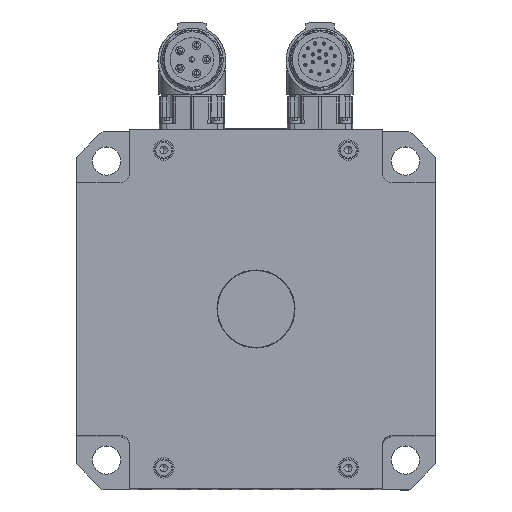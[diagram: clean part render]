
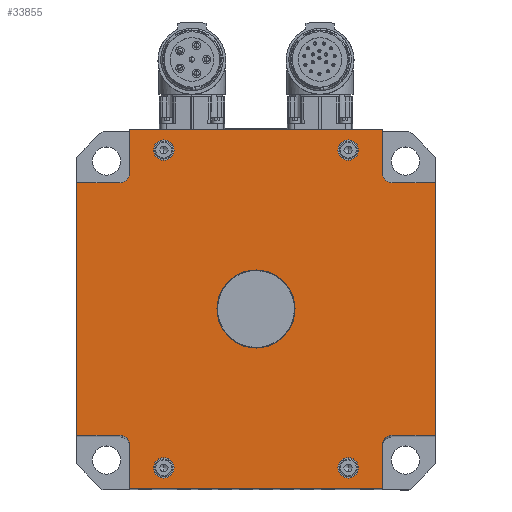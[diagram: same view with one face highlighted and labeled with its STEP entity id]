
A CAD part, top view. The second image highlights one B-rep face of the part: STEP entity #33855.
In plain terms, the highlighted planar face has unit normal (0, 0, 1).
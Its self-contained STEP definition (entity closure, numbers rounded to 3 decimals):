
#9514=CARTESIAN_POINT('',(36.,66.,355.0));
#9515=VERTEX_POINT('',#9514);
#9531=CARTESIAN_POINT('',(36.,58.,355.0));
#9532=VERTEX_POINT('',#9531);
#9539=CARTESIAN_POINT('',(36.,62.,355.0));
#9540=DIRECTION('',(0.0,0.0,-1.0));
#9541=DIRECTION('',(0.0,1.0,0.0));
#9542=AXIS2_PLACEMENT_3D('',#9539,#9540,#9541);
#9543=CIRCLE('',#9542,4.0);
#9544=EDGE_CURVE('',#9515,#9532,#9543,.T.);
#9577=CARTESIAN_POINT('',(-36.,66.,355.0));
#9578=VERTEX_POINT('',#9577);
#9594=CARTESIAN_POINT('',(-36.,58.,355.0));
#9595=VERTEX_POINT('',#9594);
#9602=CARTESIAN_POINT('',(-36.,62.,355.0));
#9603=DIRECTION('',(0.0,0.0,-1.0));
#9604=DIRECTION('',(0.0,1.0,0.0));
#9605=AXIS2_PLACEMENT_3D('',#9602,#9603,#9604);
#9606=CIRCLE('',#9605,4.0);
#9607=EDGE_CURVE('',#9578,#9595,#9606,.T.);
#9640=CARTESIAN_POINT('',(-36.,-58.,355.0));
#9641=VERTEX_POINT('',#9640);
#9657=CARTESIAN_POINT('',(-36.,-66.,355.0));
#9658=VERTEX_POINT('',#9657);
#9665=CARTESIAN_POINT('',(-36.,-62.,355.0));
#9666=DIRECTION('',(0.0,0.0,-1.0));
#9667=DIRECTION('',(0.0,1.0,0.0));
#9668=AXIS2_PLACEMENT_3D('',#9665,#9666,#9667);
#9669=CIRCLE('',#9668,4.0);
#9670=EDGE_CURVE('',#9641,#9658,#9669,.T.);
#9703=CARTESIAN_POINT('',(36.,-58.,355.0));
#9704=VERTEX_POINT('',#9703);
#9720=CARTESIAN_POINT('',(36.,-66.,355.0));
#9721=VERTEX_POINT('',#9720);
#9728=CARTESIAN_POINT('',(36.,-62.,355.0));
#9729=DIRECTION('',(0.0,0.0,-1.0));
#9730=DIRECTION('',(0.0,1.0,0.0));
#9731=AXIS2_PLACEMENT_3D('',#9728,#9729,#9730);
#9732=CIRCLE('',#9731,4.0);
#9733=EDGE_CURVE('',#9704,#9721,#9732,.T.);
#9745=CARTESIAN_POINT('',(0.,-15.25,355.0));
#9746=VERTEX_POINT('',#9745);
#9762=CARTESIAN_POINT('',(0.,15.25,355.0));
#9763=VERTEX_POINT('',#9762);
#9770=CARTESIAN_POINT('',(0.,0.,355.0));
#9771=DIRECTION('',(0.0,0.0,-1.0));
#9772=DIRECTION('',(0.0,-1.0,0.0));
#9773=AXIS2_PLACEMENT_3D('',#9770,#9771,#9772);
#9774=CIRCLE('',#9773,15.25);
#9775=EDGE_CURVE('',#9746,#9763,#9774,.T.);
#32804=CARTESIAN_POINT('',(0.,0.,355.0));
#32805=DIRECTION('',(0.0,0.0,-1.0));
#32806=DIRECTION('',(0.0,-1.0,0.0));
#32807=AXIS2_PLACEMENT_3D('',#32804,#32805,#32806);
#32808=CIRCLE('',#32807,15.25);
#32809=EDGE_CURVE('',#9763,#9746,#32808,.T.);
#32889=CARTESIAN_POINT('',(36.,-62.,355.0));
#32890=DIRECTION('',(0.0,0.0,-1.0));
#32891=DIRECTION('',(0.0,1.0,0.0));
#32892=AXIS2_PLACEMENT_3D('',#32889,#32890,#32891);
#32893=CIRCLE('',#32892,4.0);
#32894=EDGE_CURVE('',#9721,#9704,#32893,.T.);
#32948=CARTESIAN_POINT('',(-36.,-62.,355.0));
#32949=DIRECTION('',(0.0,0.0,-1.0));
#32950=DIRECTION('',(0.0,1.0,0.0));
#32951=AXIS2_PLACEMENT_3D('',#32948,#32949,#32950);
#32952=CIRCLE('',#32951,4.0);
#32953=EDGE_CURVE('',#9658,#9641,#32952,.T.);
#33013=CARTESIAN_POINT('',(-36.,62.,355.0));
#33014=DIRECTION('',(0.0,0.0,-1.0));
#33015=DIRECTION('',(0.0,1.0,0.0));
#33016=AXIS2_PLACEMENT_3D('',#33013,#33014,#33015);
#33017=CIRCLE('',#33016,4.0);
#33018=EDGE_CURVE('',#9595,#9578,#33017,.T.);
#33072=CARTESIAN_POINT('',(36.,62.,355.0));
#33073=DIRECTION('',(0.0,0.0,-1.0));
#33074=DIRECTION('',(0.0,1.0,0.0));
#33075=AXIS2_PLACEMENT_3D('',#33072,#33073,#33074);
#33076=CIRCLE('',#33075,4.0);
#33077=EDGE_CURVE('',#9532,#9515,#33076,.T.);
#33099=CARTESIAN_POINT('',(-49.3,53.3,355.0));
#33100=VERTEX_POINT('',#33099);
#33107=CARTESIAN_POINT('',(-49.3,70.,355.0));
#33108=VERTEX_POINT('',#33107);
#33109=CARTESIAN_POINT('',(-49.3,70.,355.0));
#33110=DIRECTION('',(0.0,-1.0,0.0));
#33111=VECTOR('',#33110,16.7);
#33112=LINE('',#33109,#33111);
#33113=EDGE_CURVE('',#33108,#33100,#33112,.T.);
#33138=CARTESIAN_POINT('',(-53.3,49.3,355.0));
#33139=VERTEX_POINT('',#33138);
#33146=CARTESIAN_POINT('',(-53.3,53.3,355.0));
#33147=DIRECTION('',(0.0,0.0,-1.0));
#33148=DIRECTION('',(1.0,0.0,0.0));
#33149=AXIS2_PLACEMENT_3D('',#33146,#33147,#33148);
#33150=CIRCLE('',#33149,4.);
#33151=EDGE_CURVE('',#33100,#33139,#33150,.T.);
#33170=CARTESIAN_POINT('',(-70.,49.3,355.0));
#33171=VERTEX_POINT('',#33170);
#33178=CARTESIAN_POINT('',(-53.3,49.3,355.0));
#33179=DIRECTION('',(-1.0,0.0,0.0));
#33180=VECTOR('',#33179,16.7);
#33181=LINE('',#33178,#33180);
#33182=EDGE_CURVE('',#33139,#33171,#33181,.T.);
#33271=CARTESIAN_POINT('',(-70.,-49.3,355.0));
#33272=VERTEX_POINT('',#33271);
#33279=CARTESIAN_POINT('',(-70.,49.3,355.0));
#33280=DIRECTION('',(0.0,-1.0,0.0));
#33281=VECTOR('',#33280,98.6);
#33282=LINE('',#33279,#33281);
#33283=EDGE_CURVE('',#33171,#33272,#33282,.T.);
#33302=CARTESIAN_POINT('',(-53.3,-49.3,355.0));
#33303=VERTEX_POINT('',#33302);
#33310=CARTESIAN_POINT('',(-70.,-49.3,355.0));
#33311=DIRECTION('',(1.0,0.0,0.0));
#33312=VECTOR('',#33311,16.7);
#33313=LINE('',#33310,#33312);
#33314=EDGE_CURVE('',#33272,#33303,#33313,.T.);
#33334=CARTESIAN_POINT('',(-49.3,-53.3,355.0));
#33335=VERTEX_POINT('',#33334);
#33342=CARTESIAN_POINT('',(-53.3,-53.3,355.0));
#33343=DIRECTION('',(0.0,0.0,-1.0));
#33344=DIRECTION('',(0.0,1.0,0.0));
#33345=AXIS2_PLACEMENT_3D('',#33342,#33343,#33344);
#33346=CIRCLE('',#33345,4.);
#33347=EDGE_CURVE('',#33303,#33335,#33346,.T.);
#33366=CARTESIAN_POINT('',(-49.3,-70.,355.0));
#33367=VERTEX_POINT('',#33366);
#33374=CARTESIAN_POINT('',(-49.3,-53.3,355.0));
#33375=DIRECTION('',(0.0,-1.0,0.0));
#33376=VECTOR('',#33375,16.7);
#33377=LINE('',#33374,#33376);
#33378=EDGE_CURVE('',#33335,#33367,#33377,.T.);
#33467=CARTESIAN_POINT('',(49.3,-70.,355.0));
#33468=VERTEX_POINT('',#33467);
#33475=CARTESIAN_POINT('',(-49.3,-70.,355.0));
#33476=DIRECTION('',(1.0,0.0,0.0));
#33477=VECTOR('',#33476,98.6);
#33478=LINE('',#33475,#33477);
#33479=EDGE_CURVE('',#33367,#33468,#33478,.T.);
#33498=CARTESIAN_POINT('',(49.3,-53.3,355.0));
#33499=VERTEX_POINT('',#33498);
#33506=CARTESIAN_POINT('',(49.3,-70.,355.0));
#33507=DIRECTION('',(0.0,1.0,0.0));
#33508=VECTOR('',#33507,16.7);
#33509=LINE('',#33506,#33508);
#33510=EDGE_CURVE('',#33468,#33499,#33509,.T.);
#33530=CARTESIAN_POINT('',(53.3,-49.3,355.0));
#33531=VERTEX_POINT('',#33530);
#33538=CARTESIAN_POINT('',(53.3,-53.3,355.0));
#33539=DIRECTION('',(0.0,0.0,-1.0));
#33540=DIRECTION('',(-1.0,0.0,0.0));
#33541=AXIS2_PLACEMENT_3D('',#33538,#33539,#33540);
#33542=CIRCLE('',#33541,4.);
#33543=EDGE_CURVE('',#33499,#33531,#33542,.T.);
#33562=CARTESIAN_POINT('',(70.,-49.3,355.0));
#33563=VERTEX_POINT('',#33562);
#33570=CARTESIAN_POINT('',(53.3,-49.3,355.0));
#33571=DIRECTION('',(1.0,0.0,0.0));
#33572=VECTOR('',#33571,16.7);
#33573=LINE('',#33570,#33572);
#33574=EDGE_CURVE('',#33531,#33563,#33573,.T.);
#33663=CARTESIAN_POINT('',(70.,49.3,355.0));
#33664=VERTEX_POINT('',#33663);
#33671=CARTESIAN_POINT('',(70.,-49.3,355.0));
#33672=DIRECTION('',(0.0,1.0,0.0));
#33673=VECTOR('',#33672,98.6);
#33674=LINE('',#33671,#33673);
#33675=EDGE_CURVE('',#33563,#33664,#33674,.T.);
#33694=CARTESIAN_POINT('',(53.3,49.3,355.0));
#33695=VERTEX_POINT('',#33694);
#33702=CARTESIAN_POINT('',(70.,49.3,355.0));
#33703=DIRECTION('',(-1.0,0.0,0.0));
#33704=VECTOR('',#33703,16.7);
#33705=LINE('',#33702,#33704);
#33706=EDGE_CURVE('',#33664,#33695,#33705,.T.);
#33726=CARTESIAN_POINT('',(49.3,53.3,355.0));
#33727=VERTEX_POINT('',#33726);
#33734=CARTESIAN_POINT('',(53.3,53.3,355.0));
#33735=DIRECTION('',(0.0,0.0,-1.0));
#33736=DIRECTION('',(0.0,-1.0,0.0));
#33737=AXIS2_PLACEMENT_3D('',#33734,#33735,#33736);
#33738=CIRCLE('',#33737,4.);
#33739=EDGE_CURVE('',#33695,#33727,#33738,.T.);
#33758=CARTESIAN_POINT('',(49.3,70.,355.0));
#33759=VERTEX_POINT('',#33758);
#33766=CARTESIAN_POINT('',(49.3,53.3,355.0));
#33767=DIRECTION('',(0.0,1.0,0.0));
#33768=VECTOR('',#33767,16.7);
#33769=LINE('',#33766,#33768);
#33770=EDGE_CURVE('',#33727,#33759,#33769,.T.);
#33802=CARTESIAN_POINT('',(49.3,70.,355.0));
#33803=DIRECTION('',(-1.0,0.0,0.0));
#33804=VECTOR('',#33803,98.6);
#33805=LINE('',#33802,#33804);
#33806=EDGE_CURVE('',#33759,#33108,#33805,.T.);
#33812=CARTESIAN_POINT('',(0.,0.,355.0));
#33813=DIRECTION('',(0.0,0.0,-1.0));
#33814=DIRECTION('',(0.0,-1.0,0.0));
#33815=AXIS2_PLACEMENT_3D('',#33812,#33813,#33814);
#33816=PLANE('',#33815);
#33817=ORIENTED_EDGE('',*,*,#33806,.T.);
#33818=ORIENTED_EDGE('',*,*,#33113,.T.);
#33819=ORIENTED_EDGE('',*,*,#33151,.T.);
#33820=ORIENTED_EDGE('',*,*,#33182,.T.);
#33821=ORIENTED_EDGE('',*,*,#33283,.T.);
#33822=ORIENTED_EDGE('',*,*,#33314,.T.);
#33823=ORIENTED_EDGE('',*,*,#33347,.T.);
#33824=ORIENTED_EDGE('',*,*,#33378,.T.);
#33825=ORIENTED_EDGE('',*,*,#33479,.T.);
#33826=ORIENTED_EDGE('',*,*,#33510,.T.);
#33827=ORIENTED_EDGE('',*,*,#33543,.T.);
#33828=ORIENTED_EDGE('',*,*,#33574,.T.);
#33829=ORIENTED_EDGE('',*,*,#33675,.T.);
#33830=ORIENTED_EDGE('',*,*,#33706,.T.);
#33831=ORIENTED_EDGE('',*,*,#33739,.T.);
#33832=ORIENTED_EDGE('',*,*,#33770,.T.);
#33833=EDGE_LOOP('',(#33817,#33818,#33819,#33820,#33821,#33822,#33823,#33824,#33825,#33826,#33827,#33828,#33829,#33830,#33831,#33832));
#33834=FACE_OUTER_BOUND('',#33833,.T.);
#33835=ORIENTED_EDGE('',*,*,#32809,.T.);
#33836=ORIENTED_EDGE('',*,*,#9775,.T.);
#33837=EDGE_LOOP('',(#33835,#33836));
#33838=FACE_BOUND('',#33837,.T.);
#33839=ORIENTED_EDGE('',*,*,#9733,.T.);
#33840=ORIENTED_EDGE('',*,*,#32894,.T.);
#33841=EDGE_LOOP('',(#33839,#33840));
#33842=FACE_BOUND('',#33841,.T.);
#33843=ORIENTED_EDGE('',*,*,#9670,.T.);
#33844=ORIENTED_EDGE('',*,*,#32953,.T.);
#33845=EDGE_LOOP('',(#33843,#33844));
#33846=FACE_BOUND('',#33845,.T.);
#33847=ORIENTED_EDGE('',*,*,#9607,.T.);
#33848=ORIENTED_EDGE('',*,*,#33018,.T.);
#33849=EDGE_LOOP('',(#33847,#33848));
#33850=FACE_BOUND('',#33849,.T.);
#33851=ORIENTED_EDGE('',*,*,#9544,.T.);
#33852=ORIENTED_EDGE('',*,*,#33077,.T.);
#33853=EDGE_LOOP('',(#33851,#33852));
#33854=FACE_BOUND('',#33853,.T.);
#33855=ADVANCED_FACE('',(#33834,#33838,#33842,#33846,#33850,#33854),#33816,.F.);
